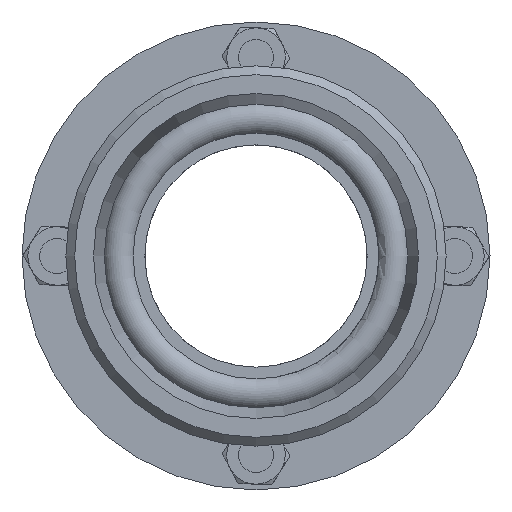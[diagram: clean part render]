
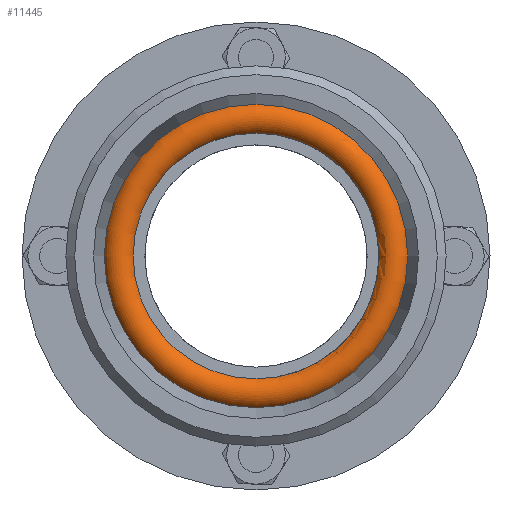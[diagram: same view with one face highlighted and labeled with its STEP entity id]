
A CAD part, left-side view. The second image highlights one B-rep face of the part: STEP entity #11445.
In plain terms, the highlighted toroidal (fillet/blend) face has major radius 23.5 mm and minor radius 2.8 mm.
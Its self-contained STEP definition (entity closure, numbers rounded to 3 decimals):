
#1920=TOROIDAL_SURFACE('',#12115,23.5,2.8);
#2000=FACE_BOUND('',#2959,.T.);
#2299=FACE_OUTER_BOUND('',#2958,.T.);
#2958=EDGE_LOOP('',(#7151));
#2959=EDGE_LOOP('',(#7152));
#3884=CIRCLE('',#12116,21.);
#3885=CIRCLE('',#12117,25.926);
#4473=VERTEX_POINT('',#16615);
#4474=VERTEX_POINT('',#16617);
#5538=EDGE_CURVE('',#4473,#4473,#3884,.T.);
#5539=EDGE_CURVE('',#4474,#4474,#3885,.T.);
#7151=ORIENTED_EDGE('',*,*,#5538,.F.);
#7152=ORIENTED_EDGE('',*,*,#5539,.F.);
#11445=ADVANCED_FACE('',(#2299,#2000),#1920,.T.);
#12115=AXIS2_PLACEMENT_3D('',#16614,#13381,#13382);
#12116=AXIS2_PLACEMENT_3D('',#16616,#13383,#13384);
#12117=AXIS2_PLACEMENT_3D('',#16618,#13385,#13386);
#13381=DIRECTION('center_axis',(1.,0.,0.));
#13382=DIRECTION('ref_axis',(0.,-0.032,
0.999));
#13383=DIRECTION('center_axis',(-1.,0.,0.));
#13384=DIRECTION('ref_axis',(0.,0.,
-1.));
#13385=DIRECTION('center_axis',(1.,0.,0.));
#13386=DIRECTION('ref_axis',(0.,0.,
-1.));
#16614=CARTESIAN_POINT('Origin',(-50.124,0.,
0.));
#16615=CARTESIAN_POINT('',(-51.385,-20.989,-0.674));
#16616=CARTESIAN_POINT('Origin',(-51.385,0.,
0.));
#16617=CARTESIAN_POINT('',(-51.522,0.,25.926));
#16618=CARTESIAN_POINT('Origin',(-51.522,0.,
0.));
